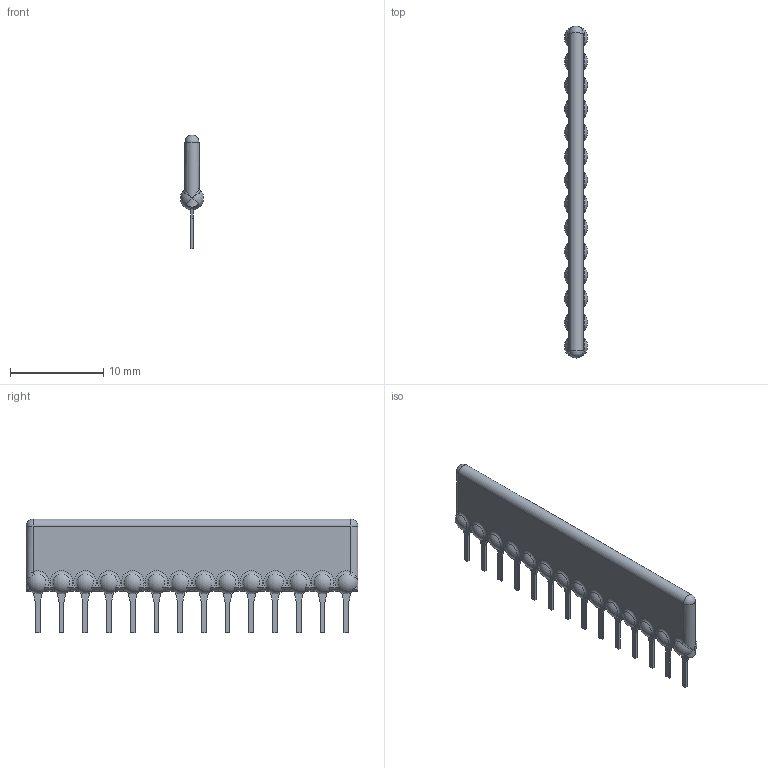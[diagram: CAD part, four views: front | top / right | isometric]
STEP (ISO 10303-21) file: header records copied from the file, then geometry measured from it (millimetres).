
FILE_DESCRIPTION((''),'2;1');
FILE_NAME('4614H','2012-08-22T',('ryans'),('Bourns, Inc.'),'PRO/ENGINEER BY PARAMETRIC TECHNOLOGY CORPORATION, 2010100','PRO/ENGINEER BY PARAMETRIC TECHNOLOGY CORPORATION, 2010100','');
FILE_SCHEMA(('CONFIG_CONTROL_DESIGN'));
Length unit declared in the file: millimetre
Products named in the file (1): 4614H
Bounding box: 2.48 x 35.51 x 12.19 mm (x, y, z)
Volume: 431.8 mm3; surface area: 787.3 mm2
Topology: 1 solids, 29 shells, 336 faces, 730 edges, 460 vertices
Faces by surface type: plane 156, torus 56, cone 56, cylinder 48, sphere 16, bspline 4
Entity records: 9911 total; most frequent: CARTESIAN_POINT 2763, ORIENTED_EDGE 1448, DIRECTION 1444, EDGE_CURVE 724, AXIS2_PLACEMENT_3D 566, VERTEX_POINT 460, EDGE_LOOP 350, FACE_OUTER_BOUND 336
